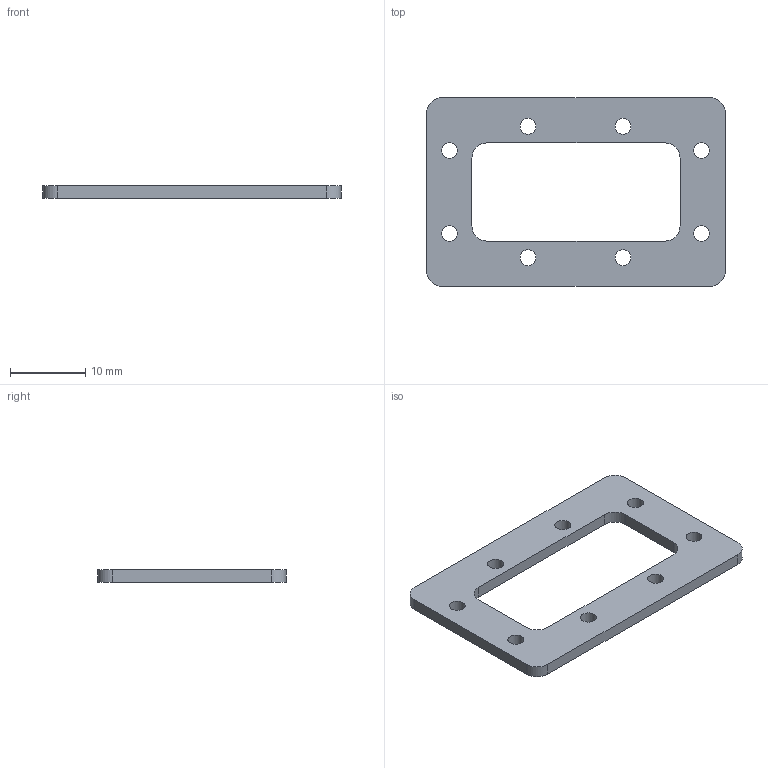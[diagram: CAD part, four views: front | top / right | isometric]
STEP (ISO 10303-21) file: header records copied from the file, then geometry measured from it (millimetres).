
FILE_DESCRIPTION(('KiCad electronic assembly'),'2;1');
FILE_NAME('Nozzle-chamber.step','2022-03-25T21:44:57',('An Author'),( 'A Company'),'Open CASCADE STEP processor 7.5', 'KiCad to STEP converter','Unknown');
FILE_SCHEMA(('AUTOMOTIVE_DESIGN { 1 0 10303 214 1 1 1 1 }'));
Length unit declared in the file: millimetre
Products named in the file (2): Open CASCADE STEP translator 7.5 1; COMPOUND
Assembly tree (1 placements, depth 2):
  Open CASCADE STEP translator 7.5 1
    COMPOUND
Bounding box: 39.6 x 25 x 1.6 mm (x, y, z)
Volume: 965.5 mm3; surface area: 1617 mm2
Topology: 1 solids, 1 shells, 26 faces, 72 edges, 48 vertices
Faces by surface type: cylinder 16, plane 10
Full cylindrical faces by diameter (mm): 2.1 x8
Entity records: 1867 total; most frequent: DIRECTION 304, CARTESIAN_POINT 292, LINE 152, VECTOR 152, ORIENTED_EDGE 144, PCURVE 144, DEFINITIONAL_REPRESENTATION 144, EDGE_CURVE 72
